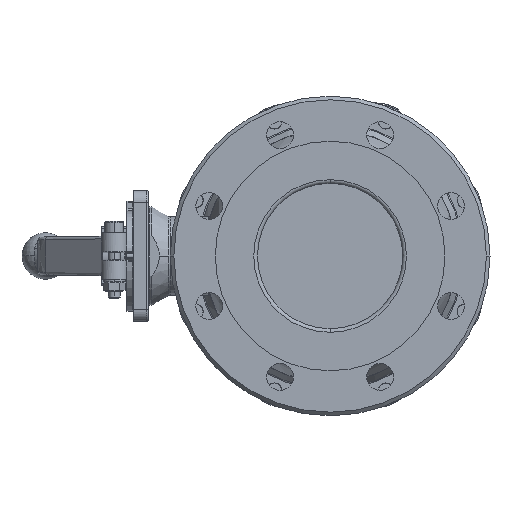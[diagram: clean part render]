
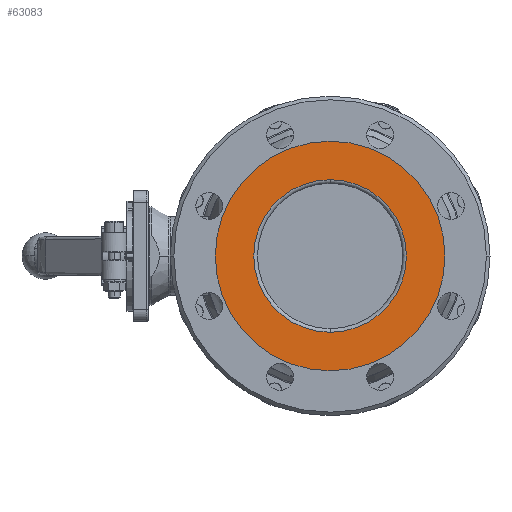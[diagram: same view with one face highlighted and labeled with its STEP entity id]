
A CAD part, left-side view. The second image highlights one B-rep face of the part: STEP entity #63083.
In plain terms, the highlighted planar face has unit normal (-1, 0, 0).
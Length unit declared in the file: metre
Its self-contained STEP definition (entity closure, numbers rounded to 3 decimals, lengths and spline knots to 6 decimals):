
#1703 = ORIENTED_EDGE ( 'NONE', *, *, #55019, .F. ) ;
#2263 = DIRECTION ( 'NONE',  ( 1., 0., 0. ) ) ;
#9047 = CIRCLE ( 'NONE', #116455, 0.0525 ) ;
#13336 = VERTEX_POINT ( 'NONE', #46613 ) ;
#13397 = CARTESIAN_POINT ( 'NONE',  ( -0.0685, -0.0125, -0.0025 ) ) ;
#17885 = CARTESIAN_POINT ( 'NONE',  ( -0.0685, 0.0665, -0.0025 ) ) ;
#17964 = FACE_OUTER_BOUND ( 'NONE', #79037, .T. ) ;
#18168 = ORIENTED_EDGE ( 'NONE', *, *, #77348, .F. ) ;
#18744 = DIRECTION ( 'NONE',  ( -1., 0., 0. ) ) ;
#21042 = CIRCLE ( 'NONE', #39765, 0.079 ) ;
#25461 = EDGE_CURVE ( 'NONE', #68093, #101359, #33015, .T. ) ;
#33015 = CIRCLE ( 'NONE', #54135, 0.0525 ) ;
#33898 = DIRECTION ( 'NONE',  ( 1., 0., 0. ) ) ;
#35855 = CARTESIAN_POINT ( 'NONE',  ( -0.0685, -0.0125, -0.0025 ) ) ;
#39765 = AXIS2_PLACEMENT_3D ( 'NONE', #35855, #124354, #114861 ) ;
#43421 = VERTEX_POINT ( 'NONE', #17885 ) ;
#46613 = CARTESIAN_POINT ( 'NONE',  ( -0.0685, -0.0915, -0.0025 ) ) ;
#46736 = CARTESIAN_POINT ( 'NONE',  ( -0.0685, -0.0125, -0.0025 ) ) ;
#50255 = EDGE_CURVE ( 'NONE', #13336, #43421, #110863, .T. ) ;
#54135 = AXIS2_PLACEMENT_3D ( 'NONE', #57200, #18744, #140808 ) ;
#55019 = EDGE_CURVE ( 'NONE', #43421, #13336, #21042, .T. ) ;
#57200 = CARTESIAN_POINT ( 'NONE',  ( -0.0685, -0.0125, -0.0025 ) ) ;
#59182 = DIRECTION ( 'NONE',  ( 0., 1., 0. ) ) ;
#62540 = FACE_BOUND ( 'NONE', #62683, .T. ) ;
#62683 = EDGE_LOOP ( 'NONE', ( #132901, #18168 ) ) ;
#63083 = ADVANCED_FACE ( 'NONE', ( #17964, #62540 ), #64689, .F. ) ;
#64689 = PLANE ( 'NONE',  #142619 ) ;
#66900 = CARTESIAN_POINT ( 'NONE',  ( -0.0685, -0.0125, 0.05 ) ) ;
#68093 = VERTEX_POINT ( 'NONE', #66900 ) ;
#77348 = EDGE_CURVE ( 'NONE', #101359, #68093, #9047, .T. ) ;
#79037 = EDGE_LOOP ( 'NONE', ( #1703, #111145 ) ) ;
#79814 = DIRECTION ( 'NONE',  ( -1., 0., 0. ) ) ;
#90145 = DIRECTION ( 'NONE',  ( 0., 0., -1. ) ) ;
#101359 = VERTEX_POINT ( 'NONE', #123311 ) ;
#102566 = DIRECTION ( 'NONE',  ( 0., 0., 1. ) ) ;
#110863 = CIRCLE ( 'NONE', #134351, 0.079 ) ;
#111145 = ORIENTED_EDGE ( 'NONE', *, *, #50255, .F. ) ;
#114861 = DIRECTION ( 'NONE',  ( 0., 1., 0. ) ) ;
#116455 = AXIS2_PLACEMENT_3D ( 'NONE', #13397, #79814, #102566 ) ;
#123311 = CARTESIAN_POINT ( 'NONE',  ( -0.0685, -0.0125, -0.055 ) ) ;
#124354 = DIRECTION ( 'NONE',  ( 1., 0., 0. ) ) ;
#131973 = CARTESIAN_POINT ( 'NONE',  ( -0.0685, -0.0125, -0.067 ) ) ;
#132901 = ORIENTED_EDGE ( 'NONE', *, *, #25461, .F. ) ;
#134351 = AXIS2_PLACEMENT_3D ( 'NONE', #46736, #2263, #59182 ) ;
#140808 = DIRECTION ( 'NONE',  ( 0., 0., 1. ) ) ;
#142619 = AXIS2_PLACEMENT_3D ( 'NONE', #131973, #33898, #90145 ) ;
